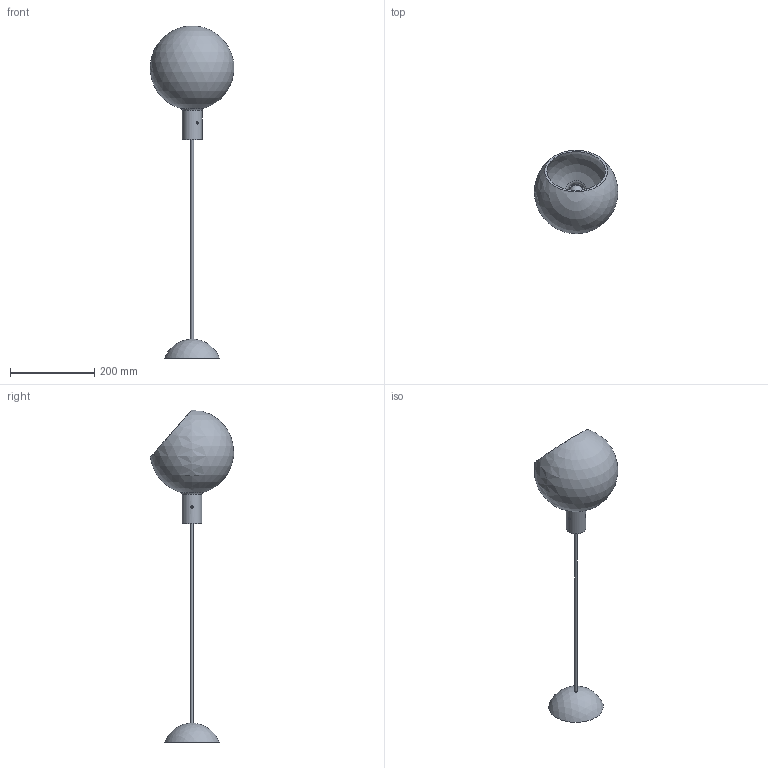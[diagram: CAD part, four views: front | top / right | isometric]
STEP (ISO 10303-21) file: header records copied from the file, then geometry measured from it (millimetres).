
FILE_DESCRIPTION(/* description */ (''),/* implementation_level */ '2;1');
FILE_NAME(/* name */ 'F428485100xxNE.stp',/* time_stamp */ '2020-01-21T13:30:19+01:00',/* author */ ('sghezzi'),/* organization */ (''),/* preprocessor_version */ 'ST-DEVELOPER v17.2',/* originating_system */ 'Autodesk Inventor 2019',/* authorisation */ '');
FILE_SCHEMA (('AUTOMOTIVE_DESIGN { 1 0 10303 214 3 1 1 }'));
Length unit declared in the file: millimetre
Products named in the file (16): 4284 con G9 Assieme Parola Sosp. Riva; V2689 DIFF IMB PAROLA NUOVO RIVA; 007428401 più lungo modificato G9; 003428404 Riva; GHIERA DI BLOCCO; Cavo alimentazione; 003419606; 007600246_CAVALLOTTO_5155_SARA_PARETE; VITE ST M3x8 ESAG INOX ISO 4026 PP; 006510070; 060009000_DADO_ES_M10X1_H3_L13_ZnBi; 003428405; 003428400 2mm; RONDELLA G9 PER RIPRENDERE MAGAZZINO; PTL G9 Arditi; LAMPADINA_ALOG_HALOPIN_75W_G9
Assembly tree (15 placements, depth 2):
  4284 con G9 Assieme Parola Sosp. Riva
    V2689 DIFF IMB PAROLA NUOVO RIVA
    007428401 più lungo modificato G9
    003428404 Riva
    GHIERA DI BLOCCO
    Cavo alimentazione
    003419606
    007600246_CAVALLOTTO_5155_SARA_PARETE
    VITE ST M3x8 ESAG INOX ISO 4026 PP
    006510070
    060009000_DADO_ES_M10X1_H3_L13_ZnBi
    003428405
    003428400 2mm
    RONDELLA G9 PER RIPRENDERE MAGAZZINO
    PTL G9 Arditi
    LAMPADINA_ALOG_HALOPIN_75W_G9
Bounding box: 198.85 x 198.74 x 790.31 mm (x, y, z)
Volume: 581843.3 mm3; surface area: 321625.6 mm2
Topology: 15 solids, 15 shells, 263 faces, 685 edges, 459 vertices
Faces by surface type: plane 122, cylinder 87, cone 23, bspline 17, torus 9, sphere 5
Full cylindrical faces by diameter (mm): 0.001 x1, 0.05 x1, 3 x13, 3.2 x4, 3.5 x2, 4 x2, 5 x2, 6 x4, 6.5 x1, 7 x2, 7.2 x1, 7.5 x2, 8.376 x1, 10 x3, 10.7 x1, 12 x1, 13 x1, 15 x1, 22 x2, 24 x1, 25 x2, 27 x1, 28.5 x1, 29 x2, 31 x1, 35 x2, 39 x1, 47 x1
Entity records: 11007 total; most frequent: CARTESIAN_POINT 3739, DIRECTION 1385, ORIENTED_EDGE 1340, EDGE_CURVE 670, AXIS2_PLACEMENT_3D 542, VERTEX_POINT 449, EDGE_LOOP 349, LINE 301
